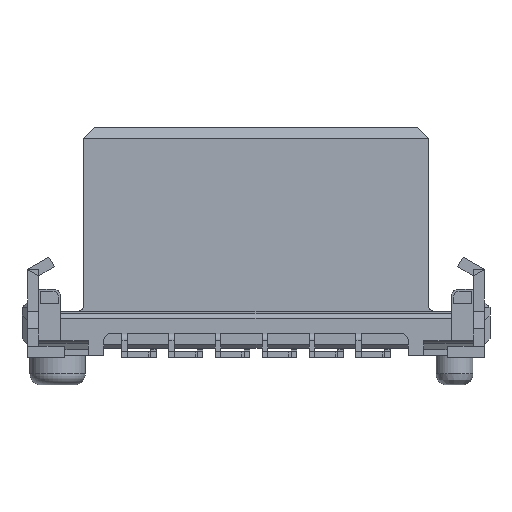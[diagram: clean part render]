
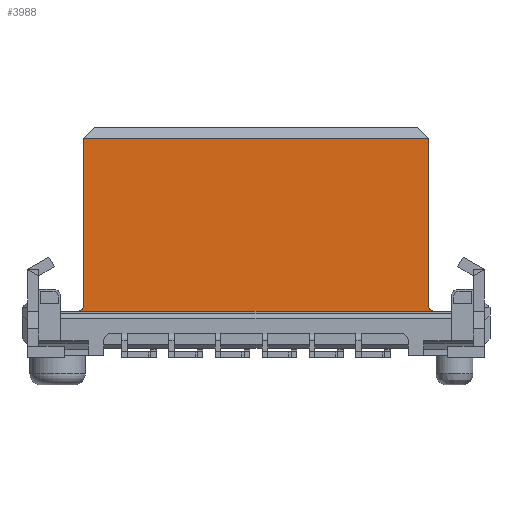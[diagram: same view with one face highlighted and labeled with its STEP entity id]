
A CAD part, front view. The second image highlights one B-rep face of the part: STEP entity #3988.
In plain terms, the highlighted planar face has unit normal (0, -1, 0).
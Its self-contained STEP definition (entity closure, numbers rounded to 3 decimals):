
#3709=CARTESIAN_POINT('',(-4.685,-1.525,5.95));
#3710=VERTEX_POINT('',#3709);
#3711=CARTESIAN_POINT('',(4.685,-1.525,5.95));
#3712=VERTEX_POINT('',#3711);
#3713=CARTESIAN_POINT('',(-4.685,-1.525,5.95));
#3714=DIRECTION('',(1.0,0.0,0.0));
#3715=VECTOR('',#3714,9.37);
#3716=LINE('',#3713,#3715);
#3717=EDGE_CURVE('',#3710,#3712,#3716,.T.);
#3929=CARTESIAN_POINT('',(4.685,-1.525,1.4));
#3930=VERTEX_POINT('',#3929);
#3931=CARTESIAN_POINT('',(4.685,-1.525,5.95));
#3932=DIRECTION('',(0.0,0.0,-1.0));
#3933=VECTOR('',#3932,4.55);
#3934=LINE('',#3931,#3933);
#3935=EDGE_CURVE('',#3712,#3930,#3934,.T.);
#3947=CARTESIAN_POINT('',(0.,-1.525,3.71));
#3948=DIRECTION('',(0.0,1.0,0.0));
#3949=DIRECTION('',(0.0,0.0,1.0));
#3950=AXIS2_PLACEMENT_3D('',#3947,#3948,#3949);
#3951=PLANE('',#3950);
#3952=ORIENTED_EDGE('',*,*,#3717,.F.);
#3953=CARTESIAN_POINT('',(-4.685,-1.525,1.4));
#3954=VERTEX_POINT('',#3953);
#3955=CARTESIAN_POINT('',(-4.685,-1.525,1.4));
#3956=DIRECTION('',(0.0,0.0,1.0));
#3957=VECTOR('',#3956,4.55);
#3958=LINE('',#3955,#3957);
#3959=EDGE_CURVE('',#3954,#3710,#3958,.T.);
#3960=ORIENTED_EDGE('',*,*,#3959,.F.);
#3961=CARTESIAN_POINT('',(-4.835,-1.525,1.25));
#3962=VERTEX_POINT('',#3961);
#3963=CARTESIAN_POINT('',(-4.835,-1.525,1.4));
#3964=DIRECTION('',(0.,-1.,0.));
#3965=DIRECTION('',(0.707,0.,-0.707));
#3966=AXIS2_PLACEMENT_3D('',#3963,#3964,#3965);
#3967=CIRCLE('',#3966,0.15);
#3968=EDGE_CURVE('',#3962,#3954,#3967,.T.);
#3969=ORIENTED_EDGE('',*,*,#3968,.F.);
#3970=CARTESIAN_POINT('',(4.835,-1.525,1.25));
#3971=VERTEX_POINT('',#3970);
#3972=CARTESIAN_POINT('',(4.835,-1.525,1.25));
#3973=DIRECTION('',(-1.0,0.0,0.0));
#3974=VECTOR('',#3973,9.67);
#3975=LINE('',#3972,#3974);
#3976=EDGE_CURVE('',#3971,#3962,#3975,.T.);
#3977=ORIENTED_EDGE('',*,*,#3976,.F.);
#3978=CARTESIAN_POINT('',(4.835,-1.525,1.4));
#3979=DIRECTION('',(0.,-1.,0.));
#3980=DIRECTION('',(-0.707,0.,-0.707));
#3981=AXIS2_PLACEMENT_3D('',#3978,#3979,#3980);
#3982=CIRCLE('',#3981,0.15);
#3983=EDGE_CURVE('',#3930,#3971,#3982,.T.);
#3984=ORIENTED_EDGE('',*,*,#3983,.F.);
#3985=ORIENTED_EDGE('',*,*,#3935,.F.);
#3986=EDGE_LOOP('',(#3952,#3960,#3969,#3977,#3984,#3985));
#3987=FACE_OUTER_BOUND('',#3986,.T.);
#3988=ADVANCED_FACE('',(#3987),#3951,.F.);
